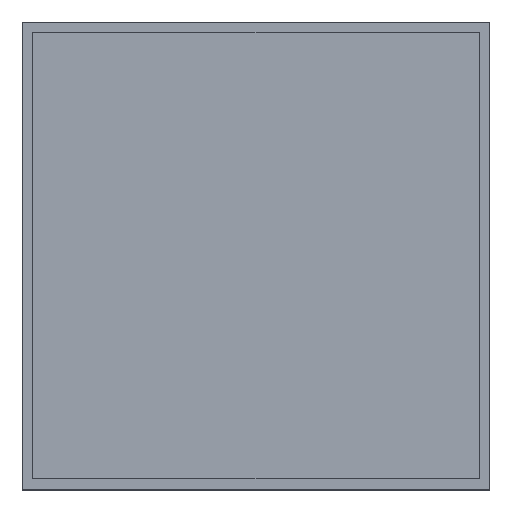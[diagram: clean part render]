
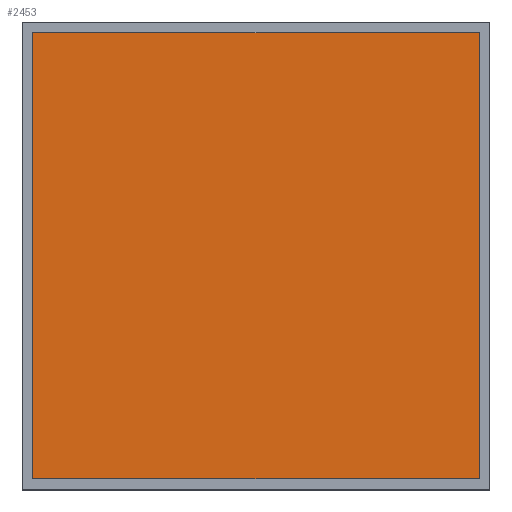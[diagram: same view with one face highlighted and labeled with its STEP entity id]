
A CAD part, top view. The second image highlights one B-rep face of the part: STEP entity #2453.
In plain terms, the highlighted planar face has unit normal (0, 0, 1).
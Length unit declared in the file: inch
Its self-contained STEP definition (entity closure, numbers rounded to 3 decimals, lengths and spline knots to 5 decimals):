
#86=DIRECTION('',(0.,-1.,0.));
#87=VECTOR('',#86,0.41339);
#88=CARTESIAN_POINT('',(-0.20669,0.20669,
0.2185));
#89=LINE('',#88,#87);
#90=DIRECTION('',(-1.,0.,0.));
#91=VECTOR('',#90,0.41339);
#92=CARTESIAN_POINT('',(0.20669,0.20669,0.2185));
#93=LINE('',#92,#91);
#94=DIRECTION('',(0.,1.,0.));
#95=VECTOR('',#94,0.41339);
#96=CARTESIAN_POINT('',(0.20669,-0.20669,
0.2185));
#97=LINE('',#96,#95);
#98=DIRECTION('',(1.,0.,0.));
#99=VECTOR('',#98,0.41339);
#100=CARTESIAN_POINT('',(-0.20669,-0.20669,
0.2185));
#101=LINE('',#100,#99);
#2183=CARTESIAN_POINT('',(-0.20669,0.20669,
0.2185));
#2184=CARTESIAN_POINT('',(-0.20669,-0.20669,
0.2185));
#2185=VERTEX_POINT('',#2183);
#2186=VERTEX_POINT('',#2184);
#2187=CARTESIAN_POINT('',(0.20669,-0.20669,
0.2185));
#2188=VERTEX_POINT('',#2187);
#2189=CARTESIAN_POINT('',(0.20669,0.20669,
0.2185));
#2190=VERTEX_POINT('',#2189);
#2442=CARTESIAN_POINT('',(0.,0.,0.2185));
#2443=DIRECTION('',(0.,0.,1.));
#2444=DIRECTION('',(1.,0.,0.));
#2445=AXIS2_PLACEMENT_3D('',#2442,#2443,#2444);
#2446=PLANE('',#2445);
#2447=ORIENTED_EDGE('',*,*,#2394,.F.);
#2448=ORIENTED_EDGE('',*,*,#2409,.F.);
#2449=ORIENTED_EDGE('',*,*,#2423,.F.);
#2450=ORIENTED_EDGE('',*,*,#2436,.F.);
#2451=EDGE_LOOP('',(#2447,#2448,#2449,#2450));
#2452=FACE_OUTER_BOUND('',#2451,.F.);
#2453=ADVANCED_FACE('',(#2452),#2446,.T.);
#2394=EDGE_CURVE('',#2185,#2186,#89,.T.);
#2409=EDGE_CURVE('',#2190,#2185,#93,.T.);
#2423=EDGE_CURVE('',#2188,#2190,#97,.T.);
#2436=EDGE_CURVE('',#2186,#2188,#101,.T.);
